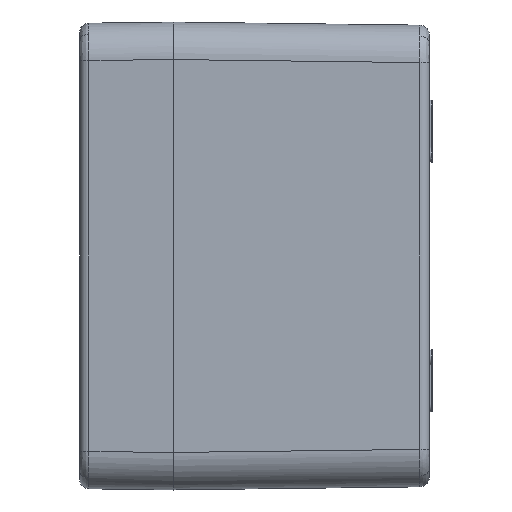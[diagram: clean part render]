
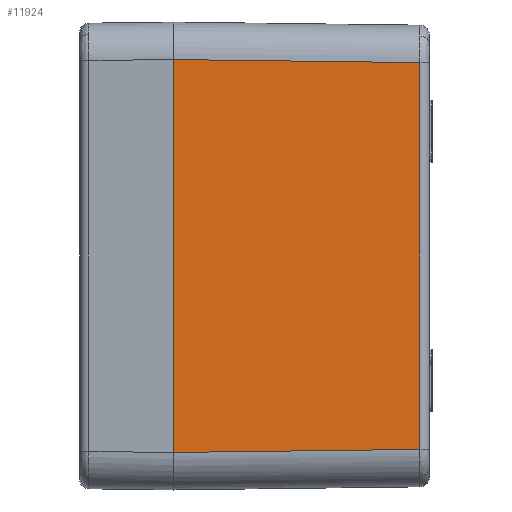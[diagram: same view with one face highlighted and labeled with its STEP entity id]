
A CAD part, left-side view. The second image highlights one B-rep face of the part: STEP entity #11924.
In plain terms, the highlighted planar face has unit normal (-1, -0.012, 0).
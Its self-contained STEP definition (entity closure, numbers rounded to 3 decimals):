
#978=LINE('',#22209,#1558);
#1031=LINE('',#22518,#1611);
#1032=LINE('',#22519,#1612);
#1033=LINE('',#22520,#1613);
#1558=VECTOR('',#16288,1000.);
#1611=VECTOR('',#16445,1000.);
#1612=VECTOR('',#16446,1000.);
#1613=VECTOR('',#16447,1000.);
#1904=PLANE('',#13366);
#2642=FACE_OUTER_BOUND('',#3511,.T.);
#3511=EDGE_LOOP('',(#9752,#9753,#9754,#9755));
#5563=VERTEX_POINT('',#21233);
#5726=VERTEX_POINT('',#22207);
#5727=VERTEX_POINT('',#22208);
#5785=VERTEX_POINT('',#22517);
#7135=EDGE_CURVE('',#5726,#5727,#978,.T.);
#7226=EDGE_CURVE('',#5727,#5785,#1031,.T.);
#7227=EDGE_CURVE('',#5785,#5563,#1032,.T.);
#7228=EDGE_CURVE('',#5563,#5726,#1033,.T.);
#9752=ORIENTED_EDGE('',*,*,#7226,.T.);
#9753=ORIENTED_EDGE('',*,*,#7227,.T.);
#9754=ORIENTED_EDGE('',*,*,#7228,.T.);
#9755=ORIENTED_EDGE('',*,*,#7135,.T.);
#11924=ADVANCED_FACE('',(#2642),#1904,.T.);
#13366=AXIS2_PLACEMENT_3D('',#22516,#16443,#16444);
#16288=DIRECTION('',(0.,0.,-1.));
#16443=DIRECTION('center_axis',(-1.,-0.012,
0.));
#16444=DIRECTION('ref_axis',(0.012,-1.,0.));
#16445=DIRECTION('',(0.012,-1.,0.012));
#16446=DIRECTION('',(0.,0.,1.));
#16447=DIRECTION('',(-0.012,1.,0.012));
#21233=CARTESIAN_POINT('',(-79.496,-39.218,30.997));
#22207=CARTESIAN_POINT('',(-79.979,0.3,31.48));
#22208=CARTESIAN_POINT('',(-79.979,0.3,-31.48));
#22209=CARTESIAN_POINT('',(-79.979,0.3,-37.5));
#22516=CARTESIAN_POINT('Origin',(-80.,2.,-37.5));
#22517=CARTESIAN_POINT('',(-79.496,-39.218,-30.997));
#22518=CARTESIAN_POINT('',(-80.001,2.073,-31.501));
#22519=CARTESIAN_POINT('',(-79.496,-39.218,30.979));
#22520=CARTESIAN_POINT('',(-79.99,1.157,31.49));
